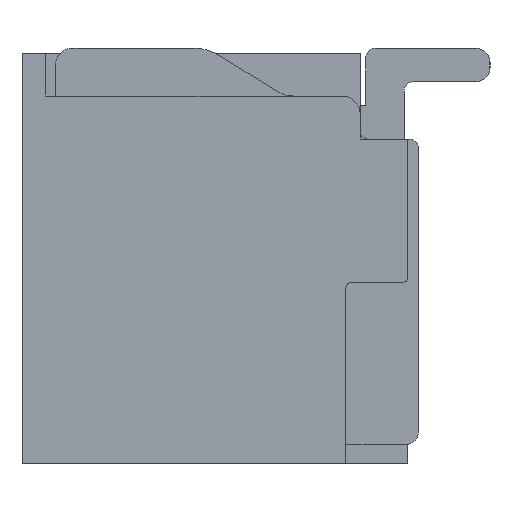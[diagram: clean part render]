
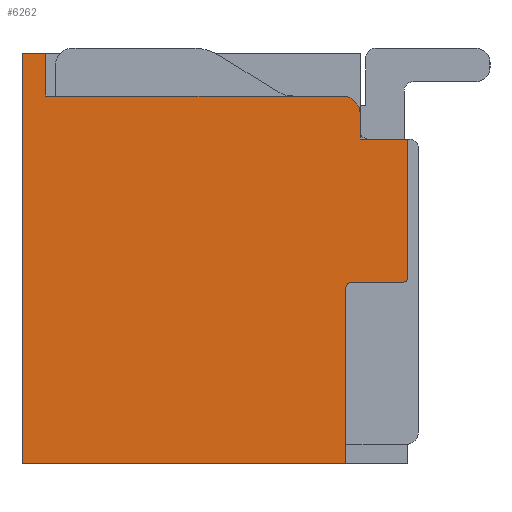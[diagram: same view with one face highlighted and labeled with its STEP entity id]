
A CAD part, left-side view. The second image highlights one B-rep face of the part: STEP entity #6262.
In plain terms, the highlighted planar face has unit normal (-1, 0, 0).
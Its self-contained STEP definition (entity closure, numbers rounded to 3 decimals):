
#11 = DIRECTION ( 'NONE',  ( 0., 1., 0. ) ) ;
#121 = VERTEX_POINT ( 'NONE', #12829 ) ;
#175 = CARTESIAN_POINT ( 'NONE',  ( -1.625, 0.052, -0.25 ) ) ;
#276 = DIRECTION ( 'NONE',  ( 0., -1., 0. ) ) ;
#583 = VECTOR ( 'NONE', #918, 1000. ) ;
#706 = VERTEX_POINT ( 'NONE', #13487 ) ;
#918 = DIRECTION ( 'NONE',  ( 0., -1., 0. ) ) ;
#1003 = VERTEX_POINT ( 'NONE', #14227 ) ;
#1202 = LINE ( 'NONE', #5457, #6017 ) ;
#1733 = EDGE_CURVE ( 'NONE', #2343, #6134, #4715, .T. ) ;
#1823 = AXIS2_PLACEMENT_3D ( 'NONE', #14062, #4907, #3910 ) ;
#1975 = ORIENTED_EDGE ( 'NONE', *, *, #11158, .F. ) ;
#1991 = EDGE_CURVE ( 'NONE', #13762, #1003, #2205, .T. ) ;
#2024 = EDGE_CURVE ( 'NONE', #13412, #13294, #11438, .T. ) ;
#2053 = CIRCLE ( 'NONE', #1823, 0.06 ) ;
#2078 = EDGE_CURVE ( 'NONE', #2343, #13412, #4922, .T. ) ;
#2205 = LINE ( 'NONE', #11519, #3501 ) ;
#2206 = DIRECTION ( 'NONE',  ( 0., 0., -1. ) ) ;
#2269 = LINE ( 'NONE', #9094, #583 ) ;
#2343 = VERTEX_POINT ( 'NONE', #3544 ) ;
#2570 = EDGE_CURVE ( 'NONE', #1003, #121, #2053, .T. ) ;
#3046 = CIRCLE ( 'NONE', #10991, 0.188 ) ;
#3230 = CARTESIAN_POINT ( 'NONE',  ( -1.625, 3.79, 1.7 ) ) ;
#3483 = DIRECTION ( 'NONE',  ( 0., 0., 1. ) ) ;
#3501 = VECTOR ( 'NONE', #3483, 1000. ) ;
#3544 = CARTESIAN_POINT ( 'NONE',  ( -1.625, 0., -0.198 ) ) ;
#3595 = ORIENTED_EDGE ( 'NONE', *, *, #5672, .F. ) ;
#3623 = EDGE_LOOP ( 'NONE', ( #13709, #10404, #12168, #14793, #3595, #13990, #7988, #10936, #12237, #10670, #14115, #1975, #12576 ) ) ;
#3838 = VECTOR ( 'NONE', #7097, 1000. ) ;
#3910 = DIRECTION ( 'NONE',  ( 0., 1., 0. ) ) ;
#3933 = CARTESIAN_POINT ( 'NONE',  ( -1.625, 0.688, 1.7 ) ) ;
#4016 = EDGE_CURVE ( 'NONE', #13122, #11813, #1202, .T. ) ;
#4038 = EDGE_CURVE ( 'NONE', #11754, #706, #10427, .T. ) ;
#4041 = DIRECTION ( 'NONE',  ( 0., 0., 1. ) ) ;
#4231 = VECTOR ( 'NONE', #9628, 1000. ) ;
#4237 = AXIS2_PLACEMENT_3D ( 'NONE', #6595, #10007, #8790 ) ;
#4323 = VECTOR ( 'NONE', #12595, 1000. ) ;
#4715 = CIRCLE ( 'NONE', #8581, 0.052 ) ;
#4740 = EDGE_CURVE ( 'NONE', #6236, #706, #12295, .T. ) ;
#4745 = CARTESIAN_POINT ( 'NONE',  ( -1.625, 0.65, -2.15 ) ) ;
#4907 = DIRECTION ( 'NONE',  ( 1., 0., 0. ) ) ;
#4922 = LINE ( 'NONE', #6132, #4231 ) ;
#5206 = CARTESIAN_POINT ( 'NONE',  ( -1.625, 0., 1.25 ) ) ;
#5313 = VECTOR ( 'NONE', #4041, 1000. ) ;
#5457 = CARTESIAN_POINT ( 'NONE',  ( -1.625, 0.688, 1.7 ) ) ;
#5672 = EDGE_CURVE ( 'NONE', #13762, #6236, #6650, .T. ) ;
#5684 = CARTESIAN_POINT ( 'NONE',  ( -1.625, 0., 1.25 ) ) ;
#5742 = VECTOR ( 'NONE', #2206, 1000. ) ;
#6017 = VECTOR ( 'NONE', #12845, 1000. ) ;
#6132 = CARTESIAN_POINT ( 'NONE',  ( -1.625, 0., -0.198 ) ) ;
#6134 = VERTEX_POINT ( 'NONE', #175 ) ;
#6236 = VERTEX_POINT ( 'NONE', #6370 ) ;
#6262 = ADVANCED_FACE ( 'NONE', ( #9781 ), #14538, .T. ) ;
#6370 = CARTESIAN_POINT ( 'NONE',  ( -1.625, 4.04, -2.15 ) ) ;
#6579 = DIRECTION ( 'NONE',  ( 1., 0., 0. ) ) ;
#6595 = CARTESIAN_POINT ( 'NONE',  ( -1.625, 0., -2.15 ) ) ;
#6650 = LINE ( 'NONE', #11269, #10657 ) ;
#6774 = CARTESIAN_POINT ( 'NONE',  ( -1.625, 0.5, 1.512 ) ) ;
#7097 = DIRECTION ( 'NONE',  ( 0., 1., 0. ) ) ;
#7320 = EDGE_CURVE ( 'NONE', #13122, #9926, #3046, .T. ) ;
#7800 = CARTESIAN_POINT ( 'NONE',  ( -1.625, 3.79, 2.15 ) ) ;
#7988 = ORIENTED_EDGE ( 'NONE', *, *, #2570, .T. ) ;
#8581 = AXIS2_PLACEMENT_3D ( 'NONE', #10652, #11856, #276 ) ;
#8678 = EDGE_CURVE ( 'NONE', #121, #6134, #2269, .T. ) ;
#8790 = DIRECTION ( 'NONE',  ( 0., 0., 1. ) ) ;
#9016 = CARTESIAN_POINT ( 'NONE',  ( -1.625, 0.5, 1.512 ) ) ;
#9094 = CARTESIAN_POINT ( 'NONE',  ( -1.625, 0.59, -0.25 ) ) ;
#9628 = DIRECTION ( 'NONE',  ( 0., 0., 1. ) ) ;
#9781 = FACE_OUTER_BOUND ( 'NONE', #3623, .T. ) ;
#9926 = VERTEX_POINT ( 'NONE', #9016 ) ;
#9966 = EDGE_CURVE ( 'NONE', #11754, #11813, #13932, .T. ) ;
#9985 = CARTESIAN_POINT ( 'NONE',  ( -1.625, 0.688, 1.512 ) ) ;
#10007 = DIRECTION ( 'NONE',  ( -1., 0., 0. ) ) ;
#10404 = ORIENTED_EDGE ( 'NONE', *, *, #9966, .F. ) ;
#10427 = LINE ( 'NONE', #7800, #3838 ) ;
#10652 = CARTESIAN_POINT ( 'NONE',  ( -1.625, 0.052, -0.198 ) ) ;
#10657 = VECTOR ( 'NONE', #12474, 1000. ) ;
#10670 = ORIENTED_EDGE ( 'NONE', *, *, #2078, .T. ) ;
#10936 = ORIENTED_EDGE ( 'NONE', *, *, #8678, .T. ) ;
#10991 = AXIS2_PLACEMENT_3D ( 'NONE', #9985, #6579, #13538 ) ;
#11158 = EDGE_CURVE ( 'NONE', #9926, #13294, #12666, .T. ) ;
#11269 = CARTESIAN_POINT ( 'NONE',  ( -1.625, 0.65, -2.15 ) ) ;
#11438 = LINE ( 'NONE', #5684, #13411 ) ;
#11519 = CARTESIAN_POINT ( 'NONE',  ( -1.625, 0.65, -2.15 ) ) ;
#11582 = CARTESIAN_POINT ( 'NONE',  ( -1.625, 0.5, 1.25 ) ) ;
#11754 = VERTEX_POINT ( 'NONE', #13929 ) ;
#11813 = VERTEX_POINT ( 'NONE', #3230 ) ;
#11856 = DIRECTION ( 'NONE',  ( 1., 0., 0. ) ) ;
#12168 = ORIENTED_EDGE ( 'NONE', *, *, #4038, .T. ) ;
#12224 = CARTESIAN_POINT ( 'NONE',  ( -1.625, 4.04, -2.15 ) ) ;
#12237 = ORIENTED_EDGE ( 'NONE', *, *, #1733, .F. ) ;
#12295 = LINE ( 'NONE', #12224, #5313 ) ;
#12474 = DIRECTION ( 'NONE',  ( 0., 1., 0. ) ) ;
#12576 = ORIENTED_EDGE ( 'NONE', *, *, #7320, .F. ) ;
#12595 = DIRECTION ( 'NONE',  ( 0., 0., -1. ) ) ;
#12666 = LINE ( 'NONE', #6774, #4323 ) ;
#12799 = CARTESIAN_POINT ( 'NONE',  ( -1.625, 3.79, 2.15 ) ) ;
#12829 = CARTESIAN_POINT ( 'NONE',  ( -1.625, 0.59, -0.25 ) ) ;
#12845 = DIRECTION ( 'NONE',  ( 0., 1., 0. ) ) ;
#13122 = VERTEX_POINT ( 'NONE', #3933 ) ;
#13294 = VERTEX_POINT ( 'NONE', #11582 ) ;
#13411 = VECTOR ( 'NONE', #11, 1000. ) ;
#13412 = VERTEX_POINT ( 'NONE', #5206 ) ;
#13487 = CARTESIAN_POINT ( 'NONE',  ( -1.625, 4.04, 2.15 ) ) ;
#13538 = DIRECTION ( 'NONE',  ( 0., 0., 1. ) ) ;
#13709 = ORIENTED_EDGE ( 'NONE', *, *, #4016, .T. ) ;
#13762 = VERTEX_POINT ( 'NONE', #4745 ) ;
#13929 = CARTESIAN_POINT ( 'NONE',  ( -1.625, 3.79, 2.15 ) ) ;
#13932 = LINE ( 'NONE', #12799, #5742 ) ;
#13990 = ORIENTED_EDGE ( 'NONE', *, *, #1991, .T. ) ;
#14062 = CARTESIAN_POINT ( 'NONE',  ( -1.625, 0.59, -0.31 ) ) ;
#14115 = ORIENTED_EDGE ( 'NONE', *, *, #2024, .T. ) ;
#14227 = CARTESIAN_POINT ( 'NONE',  ( -1.625, 0.65, -0.31 ) ) ;
#14538 = PLANE ( 'NONE',  #4237 ) ;
#14793 = ORIENTED_EDGE ( 'NONE', *, *, #4740, .F. ) ;
